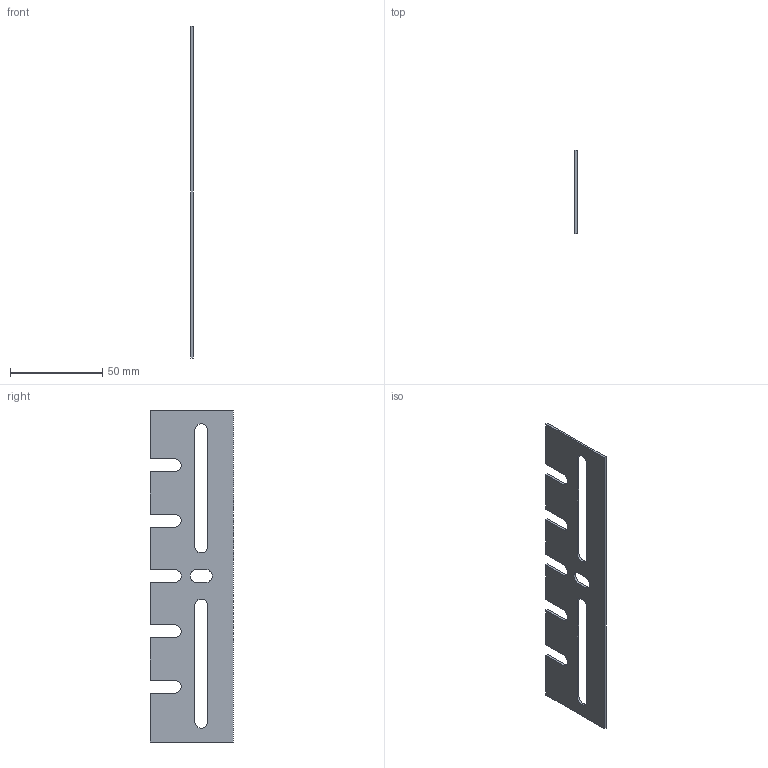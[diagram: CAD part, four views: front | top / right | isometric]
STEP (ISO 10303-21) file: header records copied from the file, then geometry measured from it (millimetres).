
FILE_DESCRIPTION (( 'STEP AP203' ), '1' );
FILE_NAME ('Ðåãóëèðóåìûé ãîðèçîíòàëüíûé ñîåäèíèòåëü âíåøíèé_LP0051.STEP', '2012-12-20T12:17:05', ( 'Àñååâ' ), ( '' ), 'SwSTEP 2.0', 'SolidWorks 2012', '' );
FILE_SCHEMA (( 'CONFIG_CONTROL_DESIGN' ));
Length unit declared in the file: millimetre
Products named in the file (1): Ðåãóëèðóåìûé ãîðèçîíòàëüíûé ñîåäèíèòåëü âíåøíèé_LP0051
Bounding box: 1.2 x 45 x 180 mm (x, y, z)
Volume: 7815.4 mm3; surface area: 14140.4 mm2
Topology: 1 solids, 1 shells, 38 faces, 108 edges, 72 vertices
Faces by surface type: plane 27, cylinder 11
Entity records: 1323 total; most frequent: CARTESIAN_POINT 219, ORIENTED_EDGE 216, DIRECTION 208, EDGE_CURVE 108, LINE 86, VECTOR 86, VERTEX_POINT 72, AXIS2_PLACEMENT_3D 61
